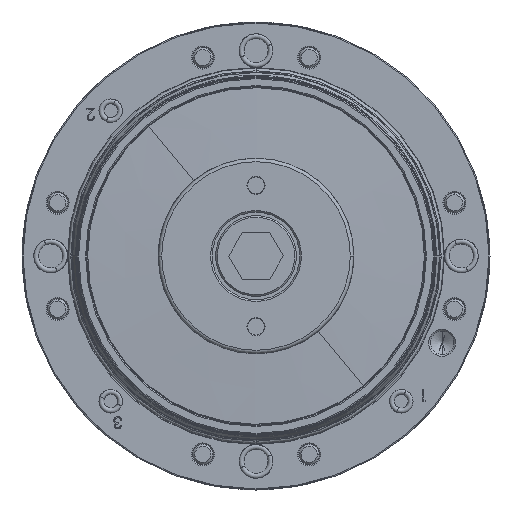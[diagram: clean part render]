
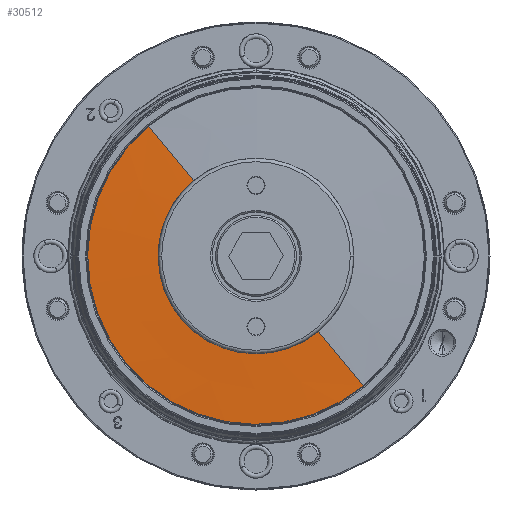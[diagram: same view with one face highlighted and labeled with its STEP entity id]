
A CAD part, front view. The second image highlights one B-rep face of the part: STEP entity #30512.
In plain terms, the highlighted conical face has half-angle 87.853 degrees and reference radius 50 mm.
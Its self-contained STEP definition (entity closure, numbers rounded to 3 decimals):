
#1154 = DIRECTION ( 'NONE',  ( -1., 0., 0. ) ) ;
#1671 = CARTESIAN_POINT ( 'NONE',  ( 0., -81.387, 0. ) ) ;
#1840 = CONICAL_SURFACE ( 'NONE', #21119, 50., 1.533 ) ;
#1889 = DIRECTION ( 'NONE',  ( -1., 0., 0. ) ) ;
#3729 = EDGE_LOOP ( 'NONE', ( #4712, #16160, #7823, #32173, #28708 ) ) ;
#4712 = ORIENTED_EDGE ( 'NONE', *, *, #5638, .T. ) ;
#5638 = EDGE_CURVE ( 'NONE', #33714, #13587, #31535, .T. ) ;
#7060 = EDGE_CURVE ( 'NONE', #24559, #23371, #32028, .T. ) ;
#7734 = CARTESIAN_POINT ( 'NONE',  ( 0., -82.172, 0. ) ) ;
#7823 = ORIENTED_EDGE ( 'NONE', *, *, #7060, .T. ) ;
#9569 = DIRECTION ( 'NONE',  ( 0., 1., 0. ) ) ;
#9621 = CARTESIAN_POINT ( 'NONE',  ( 31.834, -81.387, -38.556 ) ) ;
#11624 = VECTOR ( 'NONE', #16321, 1000. ) ;
#12795 = DIRECTION ( 'NONE',  ( 0., 1., 0. ) ) ;
#12977 = CARTESIAN_POINT ( 'NONE',  ( 18.509, -82.172, -22.417 ) ) ;
#13587 = VERTEX_POINT ( 'NONE', #30645 ) ;
#14833 = CIRCLE ( 'NONE', #25489, 29.07 ) ;
#14935 = LINE ( 'NONE', #32303, #35600 ) ;
#15000 = EDGE_CURVE ( 'NONE', #19369, #33714, #14833, .T. ) ;
#16160 = ORIENTED_EDGE ( 'NONE', *, *, #17258, .T. ) ;
#16321 = DIRECTION ( 'NONE',  ( 0.636, 0.037, -0.771 ) ) ;
#17258 = EDGE_CURVE ( 'NONE', #13587, #24559, #14935, .T. ) ;
#19369 = VERTEX_POINT ( 'NONE', #12977 ) ;
#21119 = AXIS2_PLACEMENT_3D ( 'NONE', #36468, #9569, #27769 ) ;
#22122 = CARTESIAN_POINT ( 'NONE',  ( 0., -82.172, 0. ) ) ;
#22757 = DIRECTION ( 'NONE',  ( -0.637, 0., 0.771 ) ) ;
#23371 = VERTEX_POINT ( 'NONE', #25322 ) ;
#24024 = CARTESIAN_POINT ( 'NONE',  ( -29.07, -82.172, 0. ) ) ;
#24449 = AXIS2_PLACEMENT_3D ( 'NONE', #22122, #12795, #1154 ) ;
#24559 = VERTEX_POINT ( 'NONE', #26771 ) ;
#24762 = LINE ( 'NONE', #9621, #11624 ) ;
#25322 = CARTESIAN_POINT ( 'NONE',  ( 31.834, -81.387, -38.556 ) ) ;
#25489 = AXIS2_PLACEMENT_3D ( 'NONE', #7734, #29061, #1889 ) ;
#26771 = CARTESIAN_POINT ( 'NONE',  ( -31.834, -81.387, 38.556 ) ) ;
#27544 = AXIS2_PLACEMENT_3D ( 'NONE', #1671, #37718, #22757 ) ;
#27769 = DIRECTION ( 'NONE',  ( 0.637, 0., -0.771 ) ) ;
#28708 = ORIENTED_EDGE ( 'NONE', *, *, #15000, .T. ) ;
#29061 = DIRECTION ( 'NONE',  ( 0., 1., 0. ) ) ;
#29226 = DIRECTION ( 'NONE',  ( -0.636, 0.037, 0.771 ) ) ;
#30512 = ADVANCED_FACE ( 'NONE', ( #36546 ), #1840, .T. ) ;
#30645 = CARTESIAN_POINT ( 'NONE',  ( -18.509, -82.172, 22.417 ) ) ;
#31535 = CIRCLE ( 'NONE', #24449, 29.07 ) ;
#32028 = CIRCLE ( 'NONE', #27544, 50. ) ;
#32173 = ORIENTED_EDGE ( 'NONE', *, *, #34305, .F. ) ;
#32303 = CARTESIAN_POINT ( 'NONE',  ( -31.834, -81.387, 38.556 ) ) ;
#33714 = VERTEX_POINT ( 'NONE', #24024 ) ;
#34305 = EDGE_CURVE ( 'NONE', #19369, #23371, #24762, .T. ) ;
#35600 = VECTOR ( 'NONE', #29226, 1000. ) ;
#36468 = CARTESIAN_POINT ( 'NONE',  ( 0., -81.387, 0. ) ) ;
#36546 = FACE_OUTER_BOUND ( 'NONE', #3729, .T. ) ;
#37718 = DIRECTION ( 'NONE',  ( 0., -1., 0. ) ) ;
